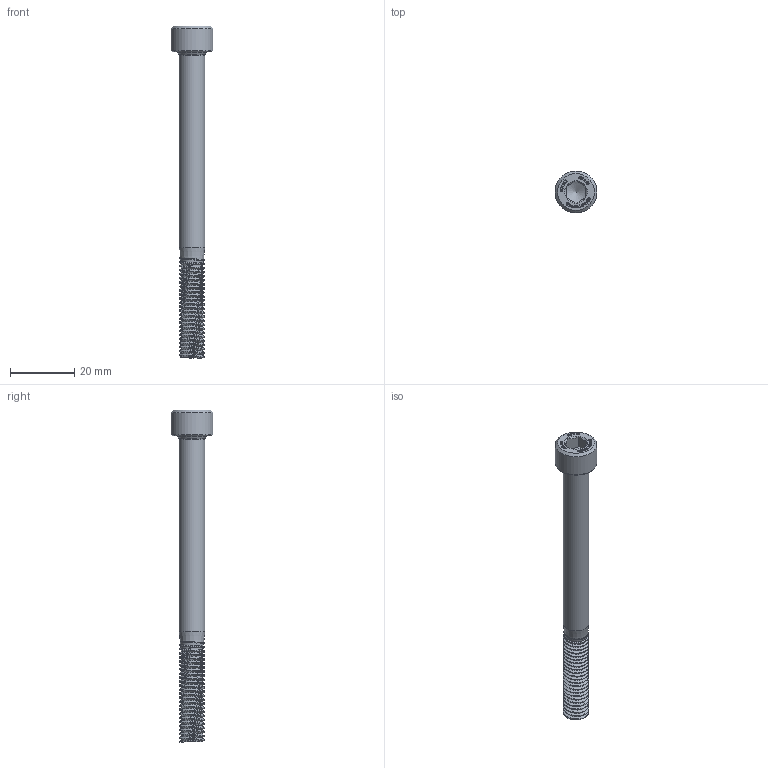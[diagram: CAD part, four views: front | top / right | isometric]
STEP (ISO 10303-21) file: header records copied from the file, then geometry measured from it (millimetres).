
FILE_DESCRIPTION((''),'2;1');
FILE_NAME('DIN912M8L95.stp','2012-04-21T00:44:24',('Peter'),(''),'Autodesk Inventor 2011','Autodesk Inventor 2011','');
FILE_SCHEMA(('AUTOMOTIVE_DESIGN { 1 0 10303 214 1 1 1 1 }'));
Length unit declared in the file: millimetre
Products named in the file (1): DIN912M8L95
Bounding box: 13 x 13 x 103 mm (x, y, z)
Volume: 5391.7 mm3; surface area: 3413.4 mm2
Topology: 1 solids, 1 shells, 405 faces, 1094 edges, 726 vertices
Faces by surface type: plane 227, bspline 164, cone 9, cylinder 3, torus 2
Full cylindrical faces by diameter (mm): 8 x1, 13 x1
Entity records: 18647 total; most frequent: CARTESIAN_POINT 9730, ORIENTED_EDGE 2146, DIRECTION 1221, EDGE_CURVE 1073, VECTOR 719, LINE 719, VERTEX_POINT 718, EDGE_LOOP 447
